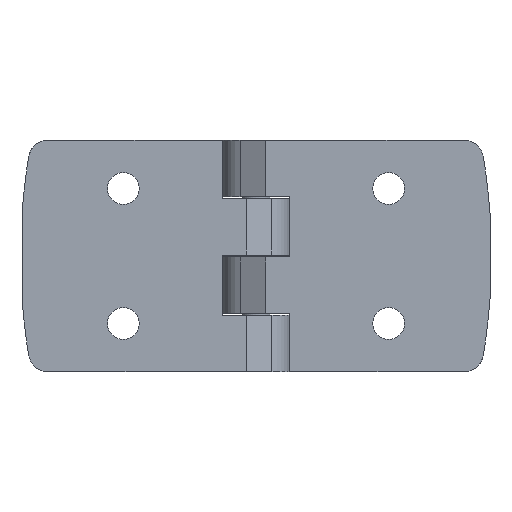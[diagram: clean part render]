
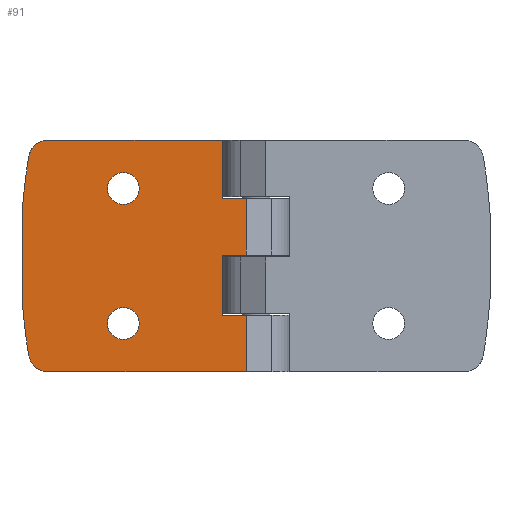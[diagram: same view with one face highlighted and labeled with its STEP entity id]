
A CAD part, front view. The second image highlights one B-rep face of the part: STEP entity #91.
In plain terms, the highlighted planar face has unit normal (0, -1, 0).
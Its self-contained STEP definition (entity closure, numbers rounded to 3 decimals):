
#91 = ADVANCED_FACE( '', ( #227, #228, #229 ), #230, .F. );
#227 = FACE_BOUND( '', #424, .T. );
#228 = FACE_BOUND( '', #425, .T. );
#229 = FACE_OUTER_BOUND( '', #426, .T. );
#230 = PLANE( '', #427 );
#424 = EDGE_LOOP( '', ( #648 ) );
#425 = EDGE_LOOP( '', ( #649 ) );
#426 = EDGE_LOOP( '', ( #650, #651, #652, #653, #654, #655, #656, #657, #658, #659, #660, #661, #662, #663 ) );
#427 = AXIS2_PLACEMENT_3D( '', #664, #665, #666 );
#648 = ORIENTED_EDGE( '', *, *, #1125, .T. );
#649 = ORIENTED_EDGE( '', *, *, #1126, .T. );
#650 = ORIENTED_EDGE( '', *, *, #1127, .F. );
#651 = ORIENTED_EDGE( '', *, *, #1109, .F. );
#652 = ORIENTED_EDGE( '', *, *, #1128, .T. );
#653 = ORIENTED_EDGE( '', *, *, #1129, .F. );
#654 = ORIENTED_EDGE( '', *, *, #1130, .F. );
#655 = ORIENTED_EDGE( '', *, *, #1131, .T. );
#656 = ORIENTED_EDGE( '', *, *, #1132, .F. );
#657 = ORIENTED_EDGE( '', *, *, #1117, .F. );
#658 = ORIENTED_EDGE( '', *, *, #1133, .F. );
#659 = ORIENTED_EDGE( '', *, *, #1098, .T. );
#660 = ORIENTED_EDGE( '', *, *, #1134, .F. );
#661 = ORIENTED_EDGE( '', *, *, #1135, .F. );
#662 = ORIENTED_EDGE( '', *, *, #1136, .F. );
#663 = ORIENTED_EDGE( '', *, *, #1137, .F. );
#664 = CARTESIAN_POINT( '', ( -48.5, -9., 24. ) );
#665 = DIRECTION( '', ( 0., 1., 0. ) );
#666 = DIRECTION( '', ( 0., 0., 1. ) );
#1098 = EDGE_CURVE( '', #1299, #1297, #1300, .T. );
#1109 = EDGE_CURVE( '', #1317, #1319, #1320, .T. );
#1117 = EDGE_CURVE( '', #1332, #1334, #1335, .T. );
#1125 = EDGE_CURVE( '', #1346, #1346, #1347, .T. );
#1126 = EDGE_CURVE( '', #1348, #1348, #1349, .T. );
#1127 = EDGE_CURVE( '', #1319, #1350, #1351, .T. );
#1128 = EDGE_CURVE( '', #1317, #1352, #1353, .T. );
#1129 = EDGE_CURVE( '', #1354, #1352, #1355, .T. );
#1130 = EDGE_CURVE( '', #1356, #1354, #1357, .T. );
#1131 = EDGE_CURVE( '', #1356, #1358, #1359, .T. );
#1132 = EDGE_CURVE( '', #1334, #1358, #1360, .T. );
#1133 = EDGE_CURVE( '', #1299, #1332, #1361, .T. );
#1134 = EDGE_CURVE( '', #1362, #1297, #1363, .T. );
#1135 = EDGE_CURVE( '', #1364, #1362, #1365, .T. );
#1136 = EDGE_CURVE( '', #1366, #1364, #1367, .T. );
#1137 = EDGE_CURVE( '', #1350, #1366, #1368, .T. );
#1297 = VERTEX_POINT( '', #1592 );
#1299 = VERTEX_POINT( '', #1595 );
#1300 = LINE( '', #1596, #1597 );
#1317 = VERTEX_POINT( '', #1619 );
#1319 = VERTEX_POINT( '', #1622 );
#1320 = CIRCLE( '', #1623, 125.64 );
#1332 = VERTEX_POINT( '', #1637 );
#1334 = VERTEX_POINT( '', #1640 );
#1335 = LINE( '', #1641, #1642 );
#1346 = VERTEX_POINT( '', #1656 );
#1347 = CIRCLE( '', #1657, 3.3 );
#1348 = VERTEX_POINT( '', #1658 );
#1349 = CIRCLE( '', #1659, 3.3 );
#1350 = VERTEX_POINT( '', #1660 );
#1351 = CIRCLE( '', #1661, 4. );
#1352 = VERTEX_POINT( '', #1662 );
#1353 = LINE( '', #1663, #1664 );
#1354 = VERTEX_POINT( '', #1665 );
#1355 = CIRCLE( '', #1666, 125.64 );
#1356 = VERTEX_POINT( '', #1667 );
#1357 = CIRCLE( '', #1668, 4. );
#1358 = VERTEX_POINT( '', #1669 );
#1359 = LINE( '', #1670, #1671 );
#1360 = LINE( '', #1672, #1673 );
#1361 = LINE( '', #1674, #1675 );
#1362 = VERTEX_POINT( '', #1676 );
#1363 = LINE( '', #1677, #1678 );
#1364 = VERTEX_POINT( '', #1679 );
#1365 = LINE( '', #1680, #1681 );
#1366 = VERTEX_POINT( '', #1682 );
#1367 = LINE( '', #1683, #1684 );
#1368 = LINE( '', #1685, #1686 );
#1592 = CARTESIAN_POINT( '', ( -2., -9., 0.2 ) );
#1595 = CARTESIAN_POINT( '', ( -7., -9., 0.2 ) );
#1596 = CARTESIAN_POINT( '', ( -7., -9., 0.2 ) );
#1597 = VECTOR( '', #2365, 1000. );
#1619 = CARTESIAN_POINT( '', ( -48.5, -9., 8.871 ) );
#1622 = CARTESIAN_POINT( '', ( -47.104, -9., 20.658 ) );
#1623 = AXIS2_PLACEMENT_3D( '', #2381, #2382, #2383 );
#1637 = CARTESIAN_POINT( '', ( -7., -9., -12.3 ) );
#1640 = CARTESIAN_POINT( '', ( -2., -9., -12.3 ) );
#1641 = CARTESIAN_POINT( '', ( -7., -9., -12.3 ) );
#1642 = VECTOR( '', #2396, 1000. );
#1656 = CARTESIAN_POINT( '', ( -27.5, -9., -10.7 ) );
#1657 = AXIS2_PLACEMENT_3D( '', #2406, #2407, #2408 );
#1658 = CARTESIAN_POINT( '', ( -27.5, -9., 17.3 ) );
#1659 = AXIS2_PLACEMENT_3D( '', #2409, #2410, #2411 );
#1660 = CARTESIAN_POINT( '', ( -43.158, -9., 24. ) );
#1661 = AXIS2_PLACEMENT_3D( '', #2412, #2413, #2414 );
#1662 = CARTESIAN_POINT( '', ( -48.5, -9., -8.871 ) );
#1663 = CARTESIAN_POINT( '', ( -48.5, -9., 24. ) );
#1664 = VECTOR( '', #2415, 1000. );
#1665 = CARTESIAN_POINT( '', ( -47.104, -9., -20.658 ) );
#1666 = AXIS2_PLACEMENT_3D( '', #2416, #2417, #2418 );
#1667 = CARTESIAN_POINT( '', ( -43.158, -9., -24. ) );
#1668 = AXIS2_PLACEMENT_3D( '', #2419, #2420, #2421 );
#1669 = CARTESIAN_POINT( '', ( -2., -9., -24. ) );
#1670 = CARTESIAN_POINT( '', ( -48.5, -9., -24. ) );
#1671 = VECTOR( '', #2422, 1000. );
#1672 = CARTESIAN_POINT( '', ( -2., -9., 24. ) );
#1673 = VECTOR( '', #2423, 1000. );
#1674 = CARTESIAN_POINT( '', ( -7., -9., 0.2 ) );
#1675 = VECTOR( '', #2424, 1000. );
#1676 = CARTESIAN_POINT( '', ( -2., -9., 11.9 ) );
#1677 = CARTESIAN_POINT( '', ( -2., -9., 24. ) );
#1678 = VECTOR( '', #2425, 1000. );
#1679 = CARTESIAN_POINT( '', ( -7., -9., 11.9 ) );
#1680 = CARTESIAN_POINT( '', ( -7., -9., 11.9 ) );
#1681 = VECTOR( '', #2426, 1000. );
#1682 = CARTESIAN_POINT( '', ( -7., -9., 24. ) );
#1683 = CARTESIAN_POINT( '', ( -7., -9., 24.4 ) );
#1684 = VECTOR( '', #2427, 1000. );
#1685 = CARTESIAN_POINT( '', ( -48.5, -9., 24. ) );
#1686 = VECTOR( '', #2428, 1000. );
#2365 = DIRECTION( '', ( 1., 0., 0. ) );
#2381 = CARTESIAN_POINT( '', ( 76.827, -9., 0. ) );
#2382 = DIRECTION( '', ( 0., 1., 0. ) );
#2383 = DIRECTION( '', ( 1., 0., 0. ) );
#2396 = DIRECTION( '', ( 1., 0., 0. ) );
#2406 = CARTESIAN_POINT( '', ( -27.5, -9., -14. ) );
#2407 = DIRECTION( '', ( 0., 1., 0. ) );
#2408 = DIRECTION( '', ( 0., 0., 1. ) );
#2409 = CARTESIAN_POINT( '', ( -27.5, -9., 14. ) );
#2410 = DIRECTION( '', ( 0., 1., 0. ) );
#2411 = DIRECTION( '', ( 0., 0., 1. ) );
#2412 = CARTESIAN_POINT( '', ( -43.158, -9., 20. ) );
#2413 = DIRECTION( '', ( 0., 1., 0. ) );
#2414 = DIRECTION( '', ( 1., 0., 0. ) );
#2415 = DIRECTION( '', ( 0., 0., -1. ) );
#2416 = CARTESIAN_POINT( '', ( 76.827, -9., 0. ) );
#2417 = DIRECTION( '', ( 0., 1., 0. ) );
#2418 = DIRECTION( '', ( 1., 0., 0. ) );
#2419 = CARTESIAN_POINT( '', ( -43.158, -9., -20. ) );
#2420 = DIRECTION( '', ( 0., 1., 0. ) );
#2421 = DIRECTION( '', ( 1., 0., 0. ) );
#2422 = DIRECTION( '', ( 1., 0., 0. ) );
#2423 = DIRECTION( '', ( 0., 0., -1. ) );
#2424 = DIRECTION( '', ( 0., 0., -1. ) );
#2425 = DIRECTION( '', ( 0., 0., -1. ) );
#2426 = DIRECTION( '', ( 1., 0., 0. ) );
#2427 = DIRECTION( '', ( 0., 0., -1. ) );
#2428 = DIRECTION( '', ( 1., 0., 0. ) );
